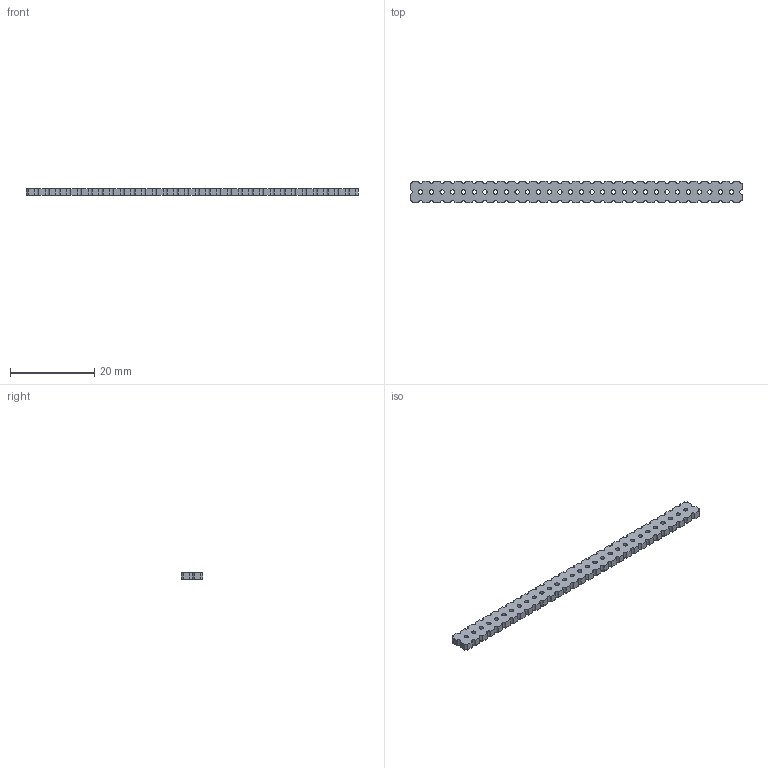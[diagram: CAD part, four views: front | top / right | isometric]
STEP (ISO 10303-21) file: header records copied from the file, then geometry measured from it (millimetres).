
FILE_DESCRIPTION(('FreeCAD Model'),'2;1');
FILE_NAME('strip_1x30.step','2019-06-28T15:35:51',('Author'),(''), 'Open CASCADE STEP processor 7.3','FreeCAD','Unknown');
FILE_SCHEMA(('AUTOMOTIVE_DESIGN { 1 0 10303 214 1 1 1 1 }'));
Length unit declared in the file: millimetre
Products named in the file (4): PartialCopperStrips; PartialCopperStripsClone; FullCopperStripsArray; VeroBoard
Bounding box: 78.74 x 5.08 x 1.64 mm (x, y, z)
Volume: 565.6 mm3; surface area: 1579 mm2
Topology: 4 solids, 4 shells, 342 faces, 1002 edges, 668 vertices
Faces by surface type: cylinder 194, plane 148
Full cylindrical faces by diameter (mm): 1.02 x60
Entity records: 11810 total; most frequent: DIRECTION 2076, CARTESIAN_POINT 2013, ORIENTED_EDGE 2004, EDGE_CURVE 1002, AXIS2_PLACEMENT_3D 731, VERTEX_POINT 668, LINE 614, VECTOR 614
